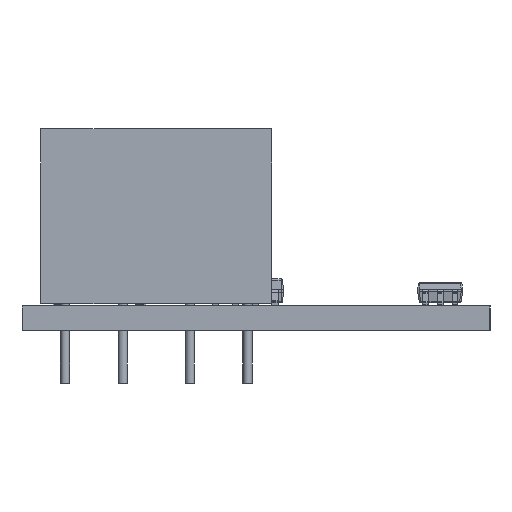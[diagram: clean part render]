
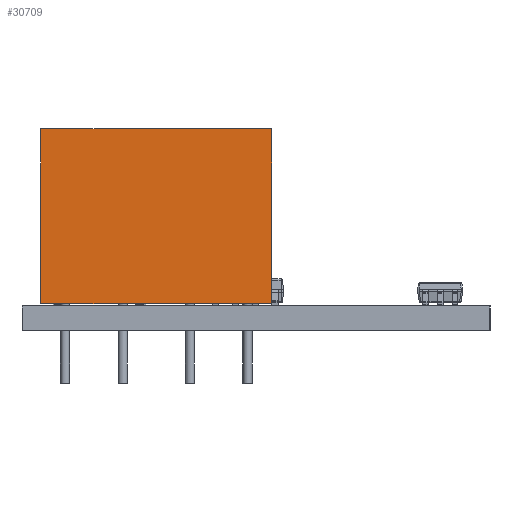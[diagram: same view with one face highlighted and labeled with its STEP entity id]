
A CAD part, left-side view. The second image highlights one B-rep face of the part: STEP entity #30709.
In plain terms, the highlighted face is planar.
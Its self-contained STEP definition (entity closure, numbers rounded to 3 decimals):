
#30540 = PLANE('',#30541);
#30541 = AXIS2_PLACEMENT_3D('',#30542,#30543,#30544);
#30542 = CARTESIAN_POINT('',(-1.55,-2.4,0.1));
#30543 = DIRECTION('',(-1.,0.,0.));
#30544 = DIRECTION('',(0.,1.,0.));
#30568 = PLANE('',#30569);
#30569 = AXIS2_PLACEMENT_3D('',#30570,#30571,#30572);
#30570 = CARTESIAN_POINT('',(5.85,0.,11.3));
#30571 = DIRECTION('',(0.,0.,-1.));
#30572 = DIRECTION('',(-1.,0.,0.));
#30596 = PLANE('',#30597);
#30597 = AXIS2_PLACEMENT_3D('',#30598,#30599,#30600);
#30598 = CARTESIAN_POINT('',(13.25,2.4,0.1));
#30599 = DIRECTION('',(1.,0.,0.));
#30600 = DIRECTION('',(0.,-1.,0.));
#30622 = PLANE('',#30623);
#30623 = AXIS2_PLACEMENT_3D('',#30624,#30625,#30626);
#30624 = CARTESIAN_POINT('',(5.85,0.,0.1));
#30625 = DIRECTION('',(0.,0.,-1.));
#30626 = DIRECTION('',(-1.,0.,0.));
#30639 = VERTEX_POINT('',#30640);
#30640 = CARTESIAN_POINT('',(13.25,-2.4,11.3));
#30661 = EDGE_CURVE('',#30662,#30639,#30664,.T.);
#30662 = VERTEX_POINT('',#30663);
#30663 = CARTESIAN_POINT('',(13.25,-2.4,0.1));
#30664 = SURFACE_CURVE('',#30665,(#30669,#30676),.PCURVE_S1.);
#30665 = LINE('',#30666,#30667);
#30666 = CARTESIAN_POINT('',(13.25,-2.4,0.1));
#30667 = VECTOR('',#30668,1.);
#30668 = DIRECTION('',(0.,0.,1.));
#30669 = PCURVE('',#30596,#30670);
#30670 = DEFINITIONAL_REPRESENTATION('',(#30671),#30675);
#30671 = LINE('',#30672,#30673);
#30672 = CARTESIAN_POINT('',(4.8,0.));
#30673 = VECTOR('',#30674,1.);
#30674 = DIRECTION('',(0.,-1.));
#30675 = ( GEOMETRIC_REPRESENTATION_CONTEXT(2) 
PARAMETRIC_REPRESENTATION_CONTEXT() REPRESENTATION_CONTEXT('2D SPACE',''
  ) );
#30676 = PCURVE('',#30677,#30682);
#30677 = PLANE('',#30678);
#30678 = AXIS2_PLACEMENT_3D('',#30679,#30680,#30681);
#30679 = CARTESIAN_POINT('',(13.25,-2.4,0.1));
#30680 = DIRECTION('',(0.,-1.,0.));
#30681 = DIRECTION('',(-1.,0.,0.));
#30682 = DEFINITIONAL_REPRESENTATION('',(#30683),#30687);
#30683 = LINE('',#30684,#30685);
#30684 = CARTESIAN_POINT('',(0.,-0.));
#30685 = VECTOR('',#30686,1.);
#30686 = DIRECTION('',(0.,-1.));
#30687 = ( GEOMETRIC_REPRESENTATION_CONTEXT(2) 
PARAMETRIC_REPRESENTATION_CONTEXT() REPRESENTATION_CONTEXT('2D SPACE',''
  ) );
#30709 = ADVANCED_FACE('',(#30710),#30677,.T.);
#30710 = FACE_BOUND('',#30711,.T.);
#30711 = EDGE_LOOP('',(#30712,#30713,#30736,#30759));
#30712 = ORIENTED_EDGE('',*,*,#30661,.T.);
#30713 = ORIENTED_EDGE('',*,*,#30714,.T.);
#30714 = EDGE_CURVE('',#30639,#30715,#30717,.T.);
#30715 = VERTEX_POINT('',#30716);
#30716 = CARTESIAN_POINT('',(-1.55,-2.4,11.3));
#30717 = SURFACE_CURVE('',#30718,(#30722,#30729),.PCURVE_S1.);
#30718 = LINE('',#30719,#30720);
#30719 = CARTESIAN_POINT('',(13.25,-2.4,11.3));
#30720 = VECTOR('',#30721,1.);
#30721 = DIRECTION('',(-1.,0.,0.));
#30722 = PCURVE('',#30677,#30723);
#30723 = DEFINITIONAL_REPRESENTATION('',(#30724),#30728);
#30724 = LINE('',#30725,#30726);
#30725 = CARTESIAN_POINT('',(0.,-11.2));
#30726 = VECTOR('',#30727,1.);
#30727 = DIRECTION('',(1.,0.));
#30728 = ( GEOMETRIC_REPRESENTATION_CONTEXT(2) 
PARAMETRIC_REPRESENTATION_CONTEXT() REPRESENTATION_CONTEXT('2D SPACE',''
  ) );
#30729 = PCURVE('',#30568,#30730);
#30730 = DEFINITIONAL_REPRESENTATION('',(#30731),#30735);
#30731 = LINE('',#30732,#30733);
#30732 = CARTESIAN_POINT('',(-7.4,-2.4));
#30733 = VECTOR('',#30734,1.);
#30734 = DIRECTION('',(1.,0.));
#30735 = ( GEOMETRIC_REPRESENTATION_CONTEXT(2) 
PARAMETRIC_REPRESENTATION_CONTEXT() REPRESENTATION_CONTEXT('2D SPACE',''
  ) );
#30736 = ORIENTED_EDGE('',*,*,#30737,.F.);
#30737 = EDGE_CURVE('',#30738,#30715,#30740,.T.);
#30738 = VERTEX_POINT('',#30739);
#30739 = CARTESIAN_POINT('',(-1.55,-2.4,0.1));
#30740 = SURFACE_CURVE('',#30741,(#30745,#30752),.PCURVE_S1.);
#30741 = LINE('',#30742,#30743);
#30742 = CARTESIAN_POINT('',(-1.55,-2.4,0.1));
#30743 = VECTOR('',#30744,1.);
#30744 = DIRECTION('',(0.,0.,1.));
#30745 = PCURVE('',#30677,#30746);
#30746 = DEFINITIONAL_REPRESENTATION('',(#30747),#30751);
#30747 = LINE('',#30748,#30749);
#30748 = CARTESIAN_POINT('',(14.8,0.));
#30749 = VECTOR('',#30750,1.);
#30750 = DIRECTION('',(0.,-1.));
#30751 = ( GEOMETRIC_REPRESENTATION_CONTEXT(2) 
PARAMETRIC_REPRESENTATION_CONTEXT() REPRESENTATION_CONTEXT('2D SPACE',''
  ) );
#30752 = PCURVE('',#30540,#30753);
#30753 = DEFINITIONAL_REPRESENTATION('',(#30754),#30758);
#30754 = LINE('',#30755,#30756);
#30755 = CARTESIAN_POINT('',(0.,0.));
#30756 = VECTOR('',#30757,1.);
#30757 = DIRECTION('',(0.,-1.));
#30758 = ( GEOMETRIC_REPRESENTATION_CONTEXT(2) 
PARAMETRIC_REPRESENTATION_CONTEXT() REPRESENTATION_CONTEXT('2D SPACE',''
  ) );
#30759 = ORIENTED_EDGE('',*,*,#30760,.F.);
#30760 = EDGE_CURVE('',#30662,#30738,#30761,.T.);
#30761 = SURFACE_CURVE('',#30762,(#30766,#30773),.PCURVE_S1.);
#30762 = LINE('',#30763,#30764);
#30763 = CARTESIAN_POINT('',(13.25,-2.4,0.1));
#30764 = VECTOR('',#30765,1.);
#30765 = DIRECTION('',(-1.,0.,0.));
#30766 = PCURVE('',#30677,#30767);
#30767 = DEFINITIONAL_REPRESENTATION('',(#30768),#30772);
#30768 = LINE('',#30769,#30770);
#30769 = CARTESIAN_POINT('',(0.,-0.));
#30770 = VECTOR('',#30771,1.);
#30771 = DIRECTION('',(1.,0.));
#30772 = ( GEOMETRIC_REPRESENTATION_CONTEXT(2) 
PARAMETRIC_REPRESENTATION_CONTEXT() REPRESENTATION_CONTEXT('2D SPACE',''
  ) );
#30773 = PCURVE('',#30622,#30774);
#30774 = DEFINITIONAL_REPRESENTATION('',(#30775),#30779);
#30775 = LINE('',#30776,#30777);
#30776 = CARTESIAN_POINT('',(-7.4,-2.4));
#30777 = VECTOR('',#30778,1.);
#30778 = DIRECTION('',(1.,0.));
#30779 = ( GEOMETRIC_REPRESENTATION_CONTEXT(2) 
PARAMETRIC_REPRESENTATION_CONTEXT() REPRESENTATION_CONTEXT('2D SPACE',''
  ) );
